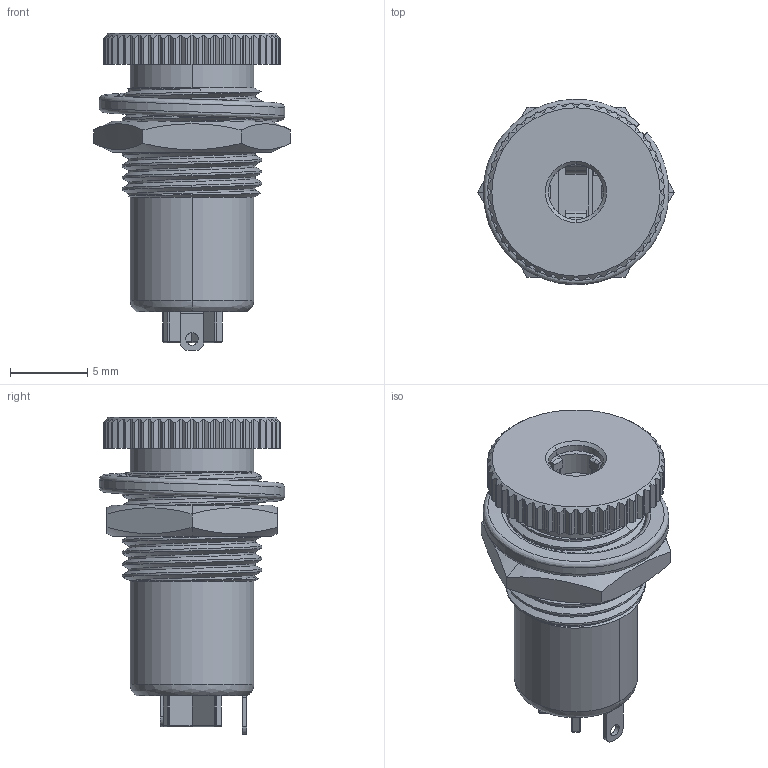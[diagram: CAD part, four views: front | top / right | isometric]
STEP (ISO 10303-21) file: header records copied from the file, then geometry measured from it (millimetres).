
FILE_DESCRIPTION (( 'STEP AP214' ), '1' );
FILE_NAME ('54-00080_revA.STEP', '2017-08-16T19:01:42', ( '' ), ( '' ), 'SwSTEP 2.0', 'SolidWorks 2015', '' );
FILE_SCHEMA (( 'AUTOMOTIVE_DESIGN' ));
Length unit declared in the file: millimetre
Products named in the file (9): 54-00080_revA; 54-00080 - Insulator 2_Insulator; 54-00080 - Spring Contact 1_Spring contact; 54-00080 - Barrel Contact 4_Barrel contact; 54-00080 - Solder Tab 4_Solder tab; 56-00004_Nut; 54-00080 - Insulator 1_Insulator; 56-00005_Split washer; 54-00080 - Shell_Shell
Assembly tree (8 placements, depth 2):
  54-00080_revA
    54-00080 - Insulator 2_Insulator
    54-00080 - Spring Contact 1_Spring contact
    54-00080 - Insulator 1_Insulator
    54-00080 - Barrel Contact 4_Barrel contact
    54-00080 - Solder Tab 4_Solder tab
    56-00004_Nut
    54-00080 - Shell_Shell
    56-00005_Split washer
Bounding box: 12.7 x 11.99 x 20.5 mm (x, y, z)
Volume: 931.2 mm3; surface area: 2434.9 mm2
Topology: 8 solids, 8 shells, 523 faces, 1491 edges, 983 vertices
Faces by surface type: plane 287, cylinder 167, bspline 53, cone 16
Entity records: 22987 total; most frequent: CARTESIAN_POINT 10054, ORIENTED_EDGE 2976, DIRECTION 2159, EDGE_CURVE 1488, VERTEX_POINT 983, AXIS2_PLACEMENT_3D 744, VECTOR 671, LINE 671
